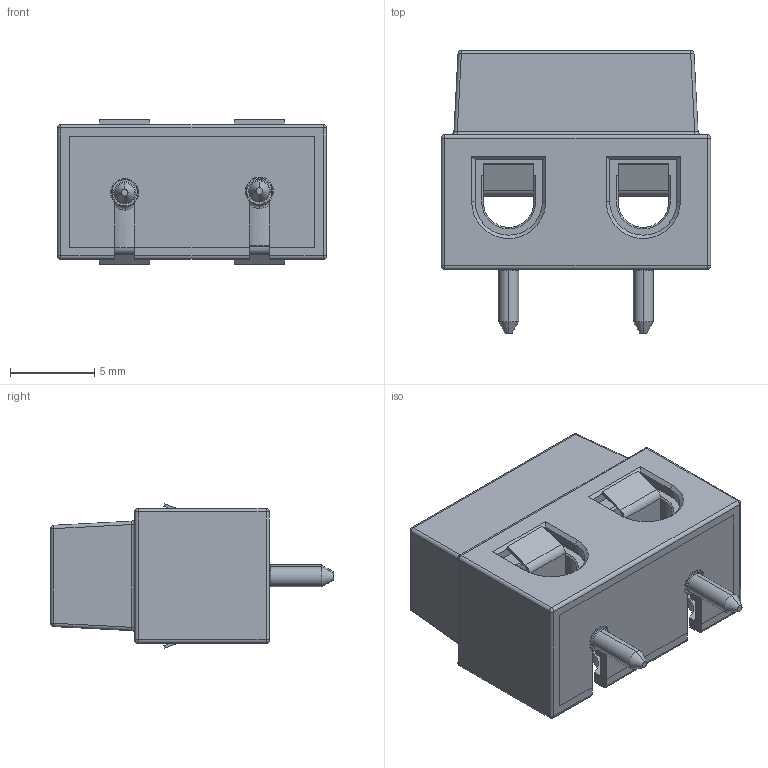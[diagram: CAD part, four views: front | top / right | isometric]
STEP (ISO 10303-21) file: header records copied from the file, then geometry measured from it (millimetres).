
FILE_DESCRIPTION (( 'STEP AP214' ), '1' );
FILE_NAME ('Screw connection terminal.STEP', '2016-10-31T08:50:10', ( '' ), ( '' ), 'SwSTEP 2.0', 'SolidWorks 2016', '' );
FILE_SCHEMA (( 'AUTOMOTIVE_DESIGN' ));
Length unit declared in the file: millimetre
Products named in the file (5): wire insertion; washer; terminal_S_case; Screw connection terminal; M2,5_0,35
Assembly tree (7 placements, depth 2):
  Screw connection terminal
    terminal_S_case
    wire insertion  x2
    washer  x2
    M2,5_0,35  x2
Bounding box: 16 x 16.8 x 8.57 mm (x, y, z)
Volume: 909.7 mm3; surface area: 2419.5 mm2
Topology: 8 solids, 8 shells, 525 faces, 1386 edges, 872 vertices
Faces by surface type: plane 249, cylinder 174, cone 38, torus 28, bspline 24, sphere 12
Entity records: 16187 total; most frequent: CARTESIAN_POINT 7626, ORIENTED_EDGE 1848, DIRECTION 1643, EDGE_CURVE 924, LINE 597, VECTOR 597, VERTEX_POINT 584, AXIS2_PLACEMENT_3D 523
